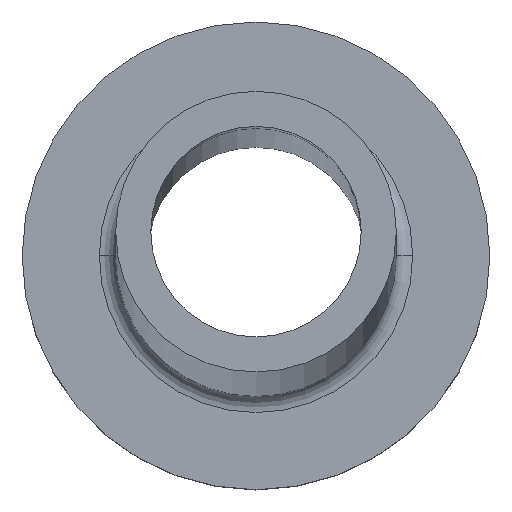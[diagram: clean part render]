
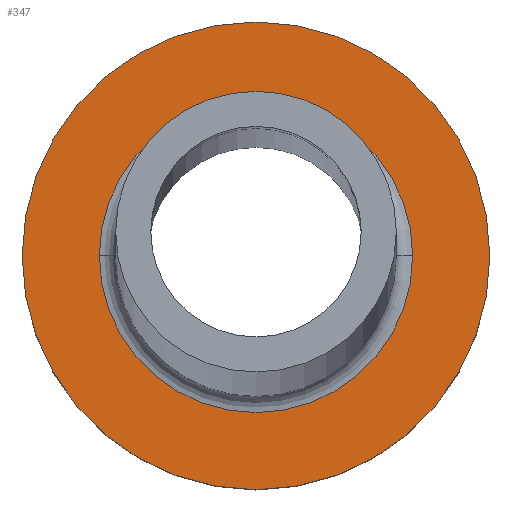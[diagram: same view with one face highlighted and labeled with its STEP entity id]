
A CAD part, top view. The second image highlights one B-rep face of the part: STEP entity #347.
In plain terms, the highlighted planar face has unit normal (0, 0, 1).
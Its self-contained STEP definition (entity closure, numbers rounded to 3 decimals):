
#1 = EDGE_CURVE ( 'NONE', #381, #315, #349, .T. ) ;
#14 = AXIS2_PLACEMENT_3D ( 'NONE', #384, #36, #319 ) ;
#36 = DIRECTION ( 'NONE',  ( 0., 0., 1. ) ) ;
#39 = EDGE_LOOP ( 'NONE', ( #291, #295 ) ) ;
#83 = VERTEX_POINT ( 'NONE', #340 ) ;
#86 = EDGE_CURVE ( 'NONE', #83, #258, #160, .T. ) ;
#92 = AXIS2_PLACEMENT_3D ( 'NONE', #443, #238, #441 ) ;
#101 = FACE_OUTER_BOUND ( 'NONE', #192, .T. ) ;
#102 = EDGE_CURVE ( 'NONE', #258, #83, #356, .T. ) ;
#129 = CIRCLE ( 'NONE', #14, 10. ) ;
#144 = DIRECTION ( 'NONE',  ( 0., 0., -1. ) ) ;
#160 = CIRCLE ( 'NONE', #276, 6.7 ) ;
#168 = FACE_BOUND ( 'NONE', #39, .T. ) ;
#182 = ORIENTED_EDGE ( 'NONE', *, *, #371, .T. ) ;
#192 = EDGE_LOOP ( 'NONE', ( #272, #182 ) ) ;
#199 = CARTESIAN_POINT ( 'NONE',  ( -6.7, 0., 7. ) ) ;
#209 = CARTESIAN_POINT ( 'NONE',  ( 10., 0., 7. ) ) ;
#211 = DIRECTION ( 'NONE',  ( 1., 0., 0. ) ) ;
#238 = DIRECTION ( 'NONE',  ( 0., 0., -1. ) ) ;
#250 = DIRECTION ( 'NONE',  ( 0., 0., 1. ) ) ;
#258 = VERTEX_POINT ( 'NONE', #199 ) ;
#272 = ORIENTED_EDGE ( 'NONE', *, *, #1, .T. ) ;
#276 = AXIS2_PLACEMENT_3D ( 'NONE', #308, #144, #301 ) ;
#286 = CARTESIAN_POINT ( 'NONE',  ( 0., 0., 7. ) ) ;
#291 = ORIENTED_EDGE ( 'NONE', *, *, #86, .T. ) ;
#295 = ORIENTED_EDGE ( 'NONE', *, *, #102, .T. ) ;
#301 = DIRECTION ( 'NONE',  ( 1., 0., 0. ) ) ;
#308 = CARTESIAN_POINT ( 'NONE',  ( 0., 0., 7. ) ) ;
#315 = VERTEX_POINT ( 'NONE', #209 ) ;
#319 = DIRECTION ( 'NONE',  ( 1., 0., 0. ) ) ;
#340 = CARTESIAN_POINT ( 'NONE',  ( 6.7, 0., 7. ) ) ;
#341 = AXIS2_PLACEMENT_3D ( 'NONE', #286, #423, #426 ) ;
#347 = ADVANCED_FACE ( 'NONE', ( #168, #101 ), #353, .T. ) ;
#349 = CIRCLE ( 'NONE', #453, 10. ) ;
#353 = PLANE ( 'NONE',  #341 ) ;
#356 = CIRCLE ( 'NONE', #92, 6.7 ) ;
#371 = EDGE_CURVE ( 'NONE', #315, #381, #129, .T. ) ;
#381 = VERTEX_POINT ( 'NONE', #455 ) ;
#384 = CARTESIAN_POINT ( 'NONE',  ( 0., 0., 7. ) ) ;
#423 = DIRECTION ( 'NONE',  ( 0., 0., 1. ) ) ;
#424 = CARTESIAN_POINT ( 'NONE',  ( 0., 0., 7. ) ) ;
#426 = DIRECTION ( 'NONE',  ( 1., 0., 0. ) ) ;
#441 = DIRECTION ( 'NONE',  ( 1., 0., 0. ) ) ;
#443 = CARTESIAN_POINT ( 'NONE',  ( 0., 0., 7. ) ) ;
#453 = AXIS2_PLACEMENT_3D ( 'NONE', #424, #250, #211 ) ;
#455 = CARTESIAN_POINT ( 'NONE',  ( -10., 0., 7. ) ) ;
